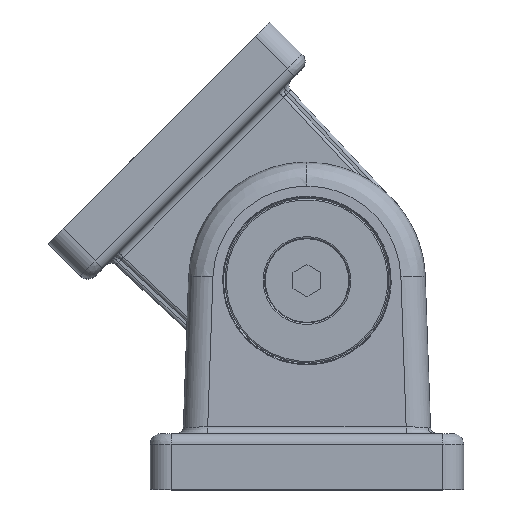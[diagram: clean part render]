
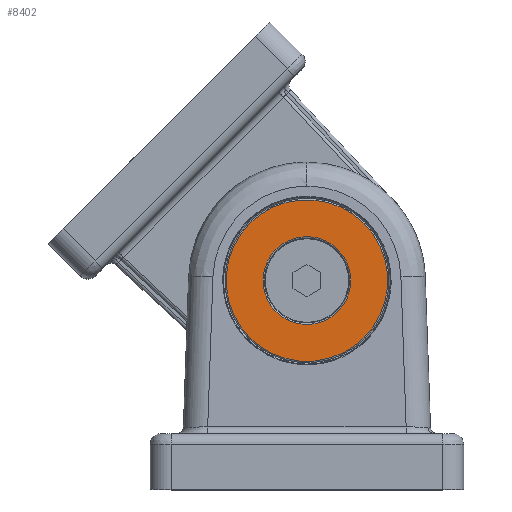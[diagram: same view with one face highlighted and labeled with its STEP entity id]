
A CAD part, top view. The second image highlights one B-rep face of the part: STEP entity #8402.
In plain terms, the highlighted face is planar.
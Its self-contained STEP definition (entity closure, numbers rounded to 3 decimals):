
#282=FACE_BOUND('',#2342,.T.);
#308=PLANE('',#9162);
#1755=FACE_OUTER_BOUND('',#2341,.T.);
#2341=EDGE_LOOP('',(#5754,#5755));
#2342=EDGE_LOOP('',(#5756,#5757));
#2951=CIRCLE('',#9129,6.3);
#2952=CIRCLE('',#9130,6.3);
#2953=CIRCLE('',#9132,11.6);
#2954=CIRCLE('',#9133,11.6);
#3607=VERTEX_POINT('',#13231);
#3608=VERTEX_POINT('',#13233);
#3609=VERTEX_POINT('',#13237);
#3610=VERTEX_POINT('',#13238);
#4366=EDGE_CURVE('',#3608,#3607,#2951,.T.);
#4367=EDGE_CURVE('',#3607,#3608,#2952,.T.);
#4368=EDGE_CURVE('',#3609,#3610,#2953,.T.);
#4369=EDGE_CURVE('',#3610,#3609,#2954,.T.);
#5754=ORIENTED_EDGE('',*,*,#4368,.T.);
#5755=ORIENTED_EDGE('',*,*,#4369,.T.);
#5756=ORIENTED_EDGE('',*,*,#4366,.T.);
#5757=ORIENTED_EDGE('',*,*,#4367,.T.);
#8402=ADVANCED_FACE('',(#1755,#282),#308,.T.);
#9129=AXIS2_PLACEMENT_3D('',#13234,#10349,#10350);
#9130=AXIS2_PLACEMENT_3D('',#13235,#10351,#10352);
#9132=AXIS2_PLACEMENT_3D('',#13239,#10355,#10356);
#9133=AXIS2_PLACEMENT_3D('',#13240,#10357,#10358);
#9162=AXIS2_PLACEMENT_3D('',#13541,#10420,#10421);
#10349=DIRECTION('center_axis',(0.,1.,0.));
#10350=DIRECTION('ref_axis',(0.,0.,-1.));
#10351=DIRECTION('center_axis',(0.,1.,0.));
#10352=DIRECTION('ref_axis',(0.,0.,-1.));
#10355=DIRECTION('center_axis',(0.,-1.,0.));
#10356=DIRECTION('ref_axis',(0.,0.,-1.));
#10357=DIRECTION('center_axis',(0.,-1.,0.));
#10358=DIRECTION('ref_axis',(0.,0.,-1.));
#10420=DIRECTION('center_axis',(0.,-1.,0.));
#10421=DIRECTION('ref_axis',(0.,0.,-1.));
#13231=CARTESIAN_POINT('',(0.,-0.8,6.3));
#13233=CARTESIAN_POINT('',(0.,-0.8,-6.3));
#13234=CARTESIAN_POINT('Origin',(0.,-0.8,0.));
#13235=CARTESIAN_POINT('Origin',(0.,-0.8,0.));
#13237=CARTESIAN_POINT('',(0.,-0.8,-11.6));
#13238=CARTESIAN_POINT('',(0.,-0.8,11.6));
#13239=CARTESIAN_POINT('Origin',(0.,-0.8,0.));
#13240=CARTESIAN_POINT('Origin',(0.,-0.8,0.));
#13541=CARTESIAN_POINT('Origin',(0.,-0.8,0.));
